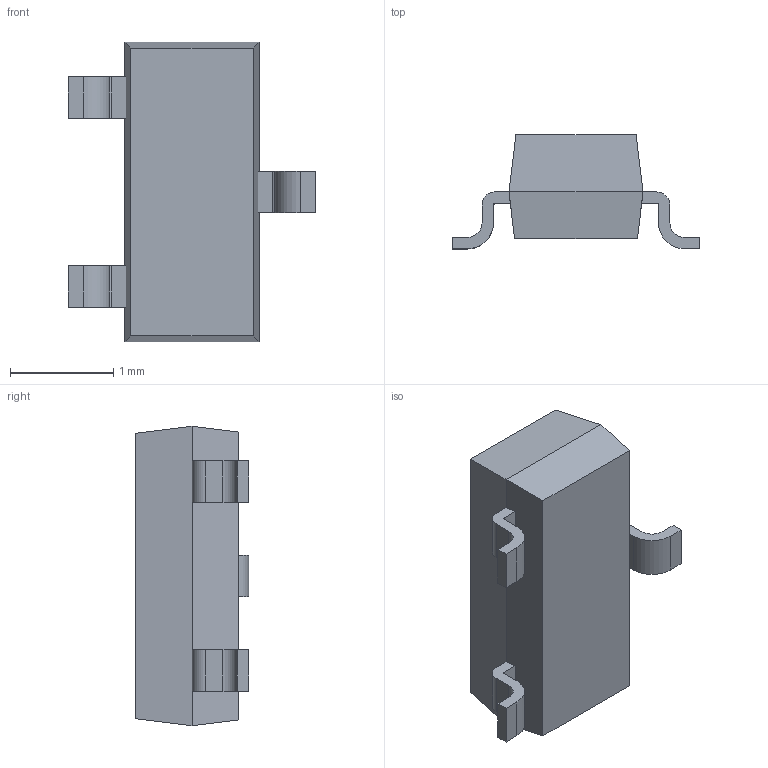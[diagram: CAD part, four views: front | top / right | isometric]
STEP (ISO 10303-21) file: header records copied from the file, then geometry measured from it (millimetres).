
FILE_DESCRIPTION(('FreeCAD Model'),'2;1');
FILE_NAME('Open CASCADE Shape Model','2024-09-30T13:39:19',('Author'),( ''),'Open CASCADE STEP processor 7.6','FreeCAD','Unknown');
FILE_SCHEMA(('AUTOMOTIVE_DESIGN { 1 0 10303 214 1 1 1 1 }'));
Length unit declared in the file: millimetre
Products named in the file (5): BSS138-13-F004; BSS138-13-F; BSS138-13-F001; BSS138-13-F002; BSS138-13-F003
Assembly tree (4 placements, depth 2):
  BSS138-13-F004
    BSS138-13-F
    BSS138-13-F001
    BSS138-13-F002
    BSS138-13-F003
Bounding box: 2.4 x 1.1 x 2.9 mm (x, y, z)
Volume: 3.6 mm3; surface area: 17.7 mm2
Topology: 4 solids, 4 shells, 52 faces, 128 edges, 84 vertices
Faces by surface type: plane 40, cylinder 12
Entity records: 1642 total; most frequent: CARTESIAN_POINT 269, DIRECTION 266, ORIENTED_EDGE 256, EDGE_CURVE 128, LINE 104, VECTOR 104, VERTEX_POINT 84, AXIS2_PLACEMENT_3D 81
